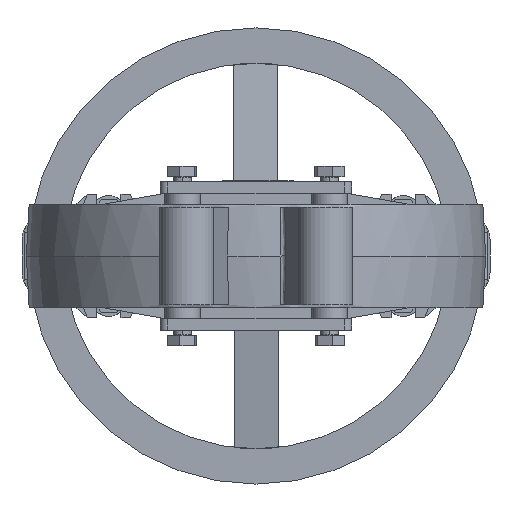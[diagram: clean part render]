
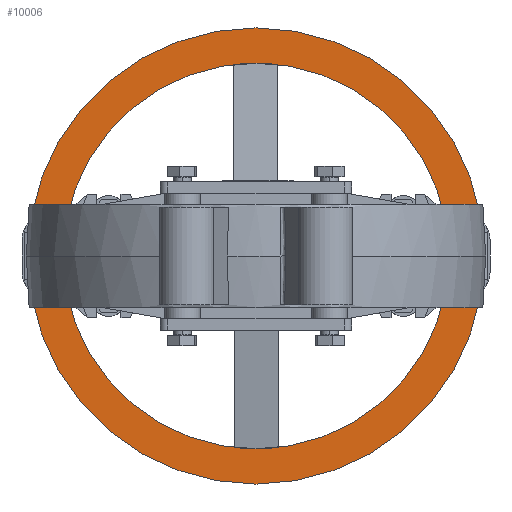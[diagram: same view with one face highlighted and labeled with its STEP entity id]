
A CAD part, front view. The second image highlights one B-rep face of the part: STEP entity #10006.
In plain terms, the highlighted planar face has unit normal (0, -1, 0).
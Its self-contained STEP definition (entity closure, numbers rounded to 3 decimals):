
#8113 = EDGE_CURVE ( 'NONE', #9629, #8728, #16410, .T. ) ;
#8728 = VERTEX_POINT ( 'NONE', #18477 ) ;
#9599 = ORIENTED_EDGE ( 'NONE', *, *, #10001, .T. ) ;
#9603 = ORIENTED_EDGE ( 'NONE', *, *, #8113, .F. ) ;
#9629 = VERTEX_POINT ( 'NONE', #19205 ) ;
#9932 = EDGE_LOOP ( 'NONE', ( #9603, #9965 ) ) ;
#9940 = EDGE_CURVE ( 'NONE', #9983, #10172, #31786, .T. ) ;
#9965 = ORIENTED_EDGE ( 'NONE', *, *, #10183, .F. ) ;
#9983 = VERTEX_POINT ( 'NONE', #32170 ) ;
#10001 = EDGE_CURVE ( 'NONE', #10172, #9983, #32068, .T. ) ;
#10006 = ADVANCED_FACE ( 'NONE', ( #32064, #32109 ), #32110, .F. ) ;
#10009 = EDGE_LOOP ( 'NONE', ( #10168, #9599 ) ) ;
#10168 = ORIENTED_EDGE ( 'NONE', *, *, #9940, .T. ) ;
#10172 = VERTEX_POINT ( 'NONE', #32331 ) ;
#10183 = EDGE_CURVE ( 'NONE', #8728, #9629, #32330, .T. ) ;
#16410 = CIRCLE ( 'NONE', #16527, 131. ) ;
#16498 = DIRECTION ( 'NONE',  ( 0., 0., -1. ) ) ;
#16499 = DIRECTION ( 'NONE',  ( 0., -1., 0. ) ) ;
#16500 = CARTESIAN_POINT ( 'NONE',  ( 0., 661., 0. ) ) ;
#16527 = AXIS2_PLACEMENT_3D ( 'NONE', #16500, #16499, #16498 ) ;
#18477 = CARTESIAN_POINT ( 'NONE',  ( 0., 661., -131. ) ) ;
#19205 = CARTESIAN_POINT ( 'NONE',  ( 0., 661., 131. ) ) ;
#31785 = AXIS2_PLACEMENT_3D ( 'NONE', #31936, #31851, #31850 ) ;
#31786 = CIRCLE ( 'NONE', #31785, 155. ) ;
#31850 = DIRECTION ( 'NONE',  ( 0., 0., -1. ) ) ;
#31851 = DIRECTION ( 'NONE',  ( 0., -1., 0. ) ) ;
#31936 = CARTESIAN_POINT ( 'NONE',  ( 0., 661., 0. ) ) ;
#32052 = DIRECTION ( 'NONE',  ( 0., 0., -1. ) ) ;
#32053 = DIRECTION ( 'NONE',  ( 0., -1., 0. ) ) ;
#32054 = CARTESIAN_POINT ( 'NONE',  ( 0., 661., 0. ) ) ;
#32055 = AXIS2_PLACEMENT_3D ( 'NONE', #32054, #32053, #32052 ) ;
#32064 = FACE_BOUND ( 'NONE', #9932, .T. ) ;
#32065 = AXIS2_PLACEMENT_3D ( 'NONE', #32090, #32089, #32088 ) ;
#32068 = CIRCLE ( 'NONE', #32055, 155. ) ;
#32088 = DIRECTION ( 'NONE',  ( 0., 0., 1. ) ) ;
#32089 = DIRECTION ( 'NONE',  ( 0., 1., 0. ) ) ;
#32090 = CARTESIAN_POINT ( 'NONE',  ( -131., 661., 0. ) ) ;
#32109 = FACE_OUTER_BOUND ( 'NONE', #10009, .T. ) ;
#32110 = PLANE ( 'NONE',  #32065 ) ;
#32170 = CARTESIAN_POINT ( 'NONE',  ( 0., 661., -155. ) ) ;
#32327 = DIRECTION ( 'NONE',  ( 0., 0., -1. ) ) ;
#32328 = DIRECTION ( 'NONE',  ( 0., -1., 0. ) ) ;
#32329 = AXIS2_PLACEMENT_3D ( 'NONE', #32434, #32328, #32327 ) ;
#32330 = CIRCLE ( 'NONE', #32329, 131. ) ;
#32331 = CARTESIAN_POINT ( 'NONE',  ( 0., 661., 155. ) ) ;
#32434 = CARTESIAN_POINT ( 'NONE',  ( 0., 661., 0. ) ) ;
